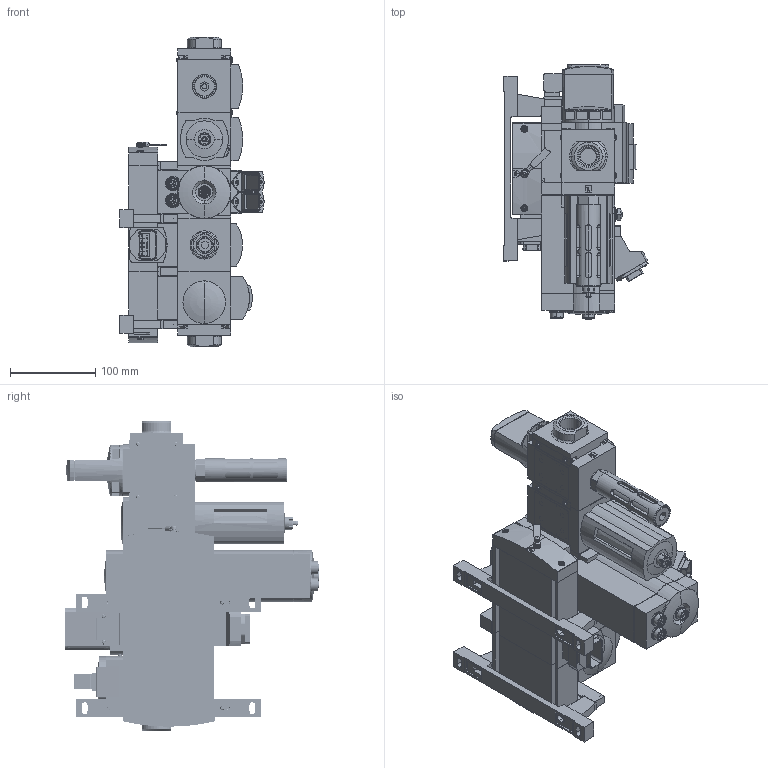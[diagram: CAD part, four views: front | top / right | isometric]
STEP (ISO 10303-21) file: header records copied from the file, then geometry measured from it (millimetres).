
FILE_DESCRIPTION(('STEP AP214'),'1');
FILE_NAME('MS6-C2M.stp','2022-07-08T08:32:57',('3D-Tool'),(' '),'Spatial InterOp 3D',' ',' ');
FILE_SCHEMA(('AUTOMOTIVE_DESIGN { 1 0 10303 214 1 1 1 1 }'));
Length unit declared in the file: millimetre
Products named in the file (1): 531030 MSB6-AGE:C4:H2|HI_541279 MS6-EM1-AGE-S1D;HI_541279 MS6-EM1-AGE-S1D
Bounding box: 169.29 x 297.9 x 362.8 mm (x, y, z)
Volume: 4594756.4 mm3; surface area: 714758.1 mm2
Topology: 47 solids, 48 shells, 5675 faces, 14866 edges, 9560 vertices
Faces by surface type: plane 3049, cylinder 1795, cone 582, torus 215, sphere 34
Entity records: 227502 total; most frequent: CARTESIAN_POINT 39241, DIRECTION 30174, ORIENTED_EDGE 29632, EDGE_CURVE 14816, AXIS2_PLACEMENT_3D 10471, VERTEX_POINT 9560, LINE 9232, VECTOR 9232
